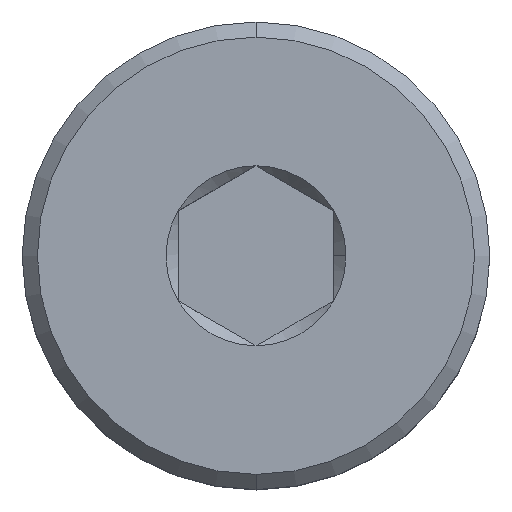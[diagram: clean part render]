
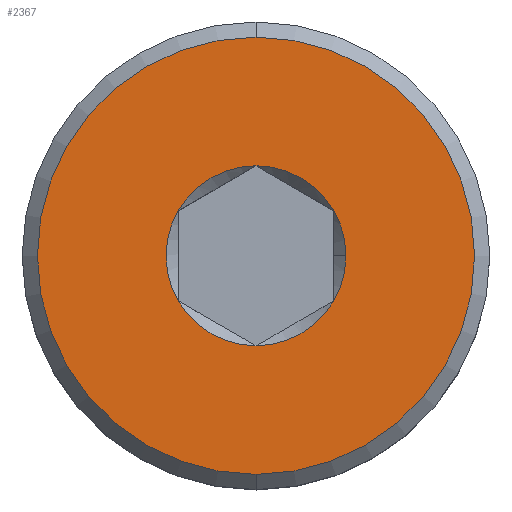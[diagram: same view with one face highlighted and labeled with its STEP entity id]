
A CAD part, top view. The second image highlights one B-rep face of the part: STEP entity #2367.
In plain terms, the highlighted planar face has unit normal (0, 0, 1).
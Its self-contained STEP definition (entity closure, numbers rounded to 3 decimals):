
#31 = DIRECTION ( 'NONE',  ( 0., 0., 1. ) ) ;
#55 = VERTEX_POINT ( 'NONE', #1228 ) ;
#57 = DIRECTION ( 'NONE',  ( 1., 0., 0. ) ) ;
#78 = EDGE_CURVE ( 'NONE', #87, #863, #1334, .T. ) ;
#87 = VERTEX_POINT ( 'NONE', #1252 ) ;
#88 = VERTEX_POINT ( 'NONE', #1067 ) ;
#93 = DIRECTION ( 'NONE',  ( 1., 0., 0. ) ) ;
#107 = CARTESIAN_POINT ( 'NONE',  ( 0., 0., 0. ) ) ;
#109 = CARTESIAN_POINT ( 'NONE',  ( 1.155, 0., 0. ) ) ;
#111 = DIRECTION ( 'NONE',  ( 1., 0., 0. ) ) ;
#113 = EDGE_LOOP ( 'NONE', ( #1711, #1374, #858, #796, #1336, #1194, #1873 ) ) ;
#142 = DIRECTION ( 'NONE',  ( 0., 0., 1. ) ) ;
#148 = VERTEX_POINT ( 'NONE', #2237 ) ;
#157 = CIRCLE ( 'NONE', #1779, 1.155 ) ;
#206 = AXIS2_PLACEMENT_3D ( 'NONE', #472, #263, #93 ) ;
#258 = VERTEX_POINT ( 'NONE', #1332 ) ;
#263 = DIRECTION ( 'NONE',  ( 0., 0., 1. ) ) ;
#272 = CIRCLE ( 'NONE', #1502, 2.805 ) ;
#450 = CARTESIAN_POINT ( 'NONE',  ( 0., 0., 0. ) ) ;
#472 = CARTESIAN_POINT ( 'NONE',  ( 0., 0., 0. ) ) ;
#494 = CARTESIAN_POINT ( 'NONE',  ( 0., 0., 0. ) ) ;
#501 = CARTESIAN_POINT ( 'NONE',  ( 0., 0., 0. ) ) ;
#521 = CARTESIAN_POINT ( 'NONE',  ( 1., 0.577, 0. ) ) ;
#526 = EDGE_CURVE ( 'NONE', #88, #258, #2368, .T. ) ;
#540 = CIRCLE ( 'NONE', #1546, 1.155 ) ;
#553 = DIRECTION ( 'NONE',  ( 0., 0., 1. ) ) ;
#598 = FACE_BOUND ( 'NONE', #113, .T. ) ;
#634 = CIRCLE ( 'NONE', #1306, 1.155 ) ;
#696 = DIRECTION ( 'NONE',  ( 0., -1., 0. ) ) ;
#716 = DIRECTION ( 'NONE',  ( 1., 0., 0. ) ) ;
#783 = EDGE_CURVE ( 'NONE', #55, #2415, #634, .T. ) ;
#796 = ORIENTED_EDGE ( 'NONE', *, *, #2404, .F. ) ;
#800 = VERTEX_POINT ( 'NONE', #521 ) ;
#830 = AXIS2_PLACEMENT_3D ( 'NONE', #501, #1796, #696 ) ;
#843 = PLANE ( 'NONE',  #1172 ) ;
#857 = CARTESIAN_POINT ( 'NONE',  ( 0., 2.805, 0. ) ) ;
#858 = ORIENTED_EDGE ( 'NONE', *, *, #526, .F. ) ;
#863 = VERTEX_POINT ( 'NONE', #857 ) ;
#869 = CARTESIAN_POINT ( 'NONE',  ( 0., 1.155, 0. ) ) ;
#958 = EDGE_CURVE ( 'NONE', #800, #1895, #1100, .T. ) ;
#981 = EDGE_CURVE ( 'NONE', #148, #55, #2165, .T. ) ;
#998 = EDGE_LOOP ( 'NONE', ( #1409, #1139 ) ) ;
#1042 = DIRECTION ( 'NONE',  ( 0., 0., 1. ) ) ;
#1067 = CARTESIAN_POINT ( 'NONE',  ( -1., 0.577, 0. ) ) ;
#1077 = DIRECTION ( 'NONE',  ( 1., 0., 0. ) ) ;
#1100 = CIRCLE ( 'NONE', #1924, 1.155 ) ;
#1116 = EDGE_CURVE ( 'NONE', #2415, #800, #2364, .T. ) ;
#1132 = AXIS2_PLACEMENT_3D ( 'NONE', #1232, #142, #1077 ) ;
#1139 = ORIENTED_EDGE ( 'NONE', *, *, #78, .T. ) ;
#1144 = AXIS2_PLACEMENT_3D ( 'NONE', #450, #2323, #57 ) ;
#1171 = CARTESIAN_POINT ( 'NONE',  ( 0., 0., 0. ) ) ;
#1172 = AXIS2_PLACEMENT_3D ( 'NONE', #2187, #1042, #2153 ) ;
#1181 = DIRECTION ( 'NONE',  ( 1., 0., 0. ) ) ;
#1194 = ORIENTED_EDGE ( 'NONE', *, *, #1116, .F. ) ;
#1228 = CARTESIAN_POINT ( 'NONE',  ( 1., -0.577, 0. ) ) ;
#1232 = CARTESIAN_POINT ( 'NONE',  ( 0., 0., 0. ) ) ;
#1252 = CARTESIAN_POINT ( 'NONE',  ( 0., -2.805, 0. ) ) ;
#1306 = AXIS2_PLACEMENT_3D ( 'NONE', #1601, #1966, #111 ) ;
#1332 = CARTESIAN_POINT ( 'NONE',  ( -1., -0.577, 0. ) ) ;
#1334 = CIRCLE ( 'NONE', #830, 2.805 ) ;
#1336 = ORIENTED_EDGE ( 'NONE', *, *, #958, .F. ) ;
#1374 = ORIENTED_EDGE ( 'NONE', *, *, #1402, .F. ) ;
#1402 = EDGE_CURVE ( 'NONE', #258, #148, #157, .T. ) ;
#1409 = ORIENTED_EDGE ( 'NONE', *, *, #1862, .T. ) ;
#1419 = DIRECTION ( 'NONE',  ( 0., -1., 0. ) ) ;
#1502 = AXIS2_PLACEMENT_3D ( 'NONE', #107, #2360, #1419 ) ;
#1546 = AXIS2_PLACEMENT_3D ( 'NONE', #494, #1816, #2407 ) ;
#1601 = CARTESIAN_POINT ( 'NONE',  ( 0., 0., 0. ) ) ;
#1711 = ORIENTED_EDGE ( 'NONE', *, *, #981, .F. ) ;
#1779 = AXIS2_PLACEMENT_3D ( 'NONE', #1831, #553, #716 ) ;
#1796 = DIRECTION ( 'NONE',  ( 0., 0., 1. ) ) ;
#1816 = DIRECTION ( 'NONE',  ( 0., 0., 1. ) ) ;
#1831 = CARTESIAN_POINT ( 'NONE',  ( 0., 0., 0. ) ) ;
#1862 = EDGE_CURVE ( 'NONE', #863, #87, #272, .T. ) ;
#1873 = ORIENTED_EDGE ( 'NONE', *, *, #783, .F. ) ;
#1895 = VERTEX_POINT ( 'NONE', #869 ) ;
#1924 = AXIS2_PLACEMENT_3D ( 'NONE', #1171, #31, #1181 ) ;
#1966 = DIRECTION ( 'NONE',  ( 0., 0., 1. ) ) ;
#2031 = FACE_OUTER_BOUND ( 'NONE', #998, .T. ) ;
#2153 = DIRECTION ( 'NONE',  ( 0., -1., 0. ) ) ;
#2165 = CIRCLE ( 'NONE', #206, 1.155 ) ;
#2187 = CARTESIAN_POINT ( 'NONE',  ( 0., 0., 0. ) ) ;
#2237 = CARTESIAN_POINT ( 'NONE',  ( 0., -1.155, 0. ) ) ;
#2323 = DIRECTION ( 'NONE',  ( 0., 0., 1. ) ) ;
#2360 = DIRECTION ( 'NONE',  ( 0., 0., 1. ) ) ;
#2364 = CIRCLE ( 'NONE', #1132, 1.155 ) ;
#2367 = ADVANCED_FACE ( 'NONE', ( #598, #2031 ), #843, .T. ) ;
#2368 = CIRCLE ( 'NONE', #1144, 1.155 ) ;
#2404 = EDGE_CURVE ( 'NONE', #1895, #88, #540, .T. ) ;
#2407 = DIRECTION ( 'NONE',  ( 1., 0., 0. ) ) ;
#2415 = VERTEX_POINT ( 'NONE', #109 ) ;
